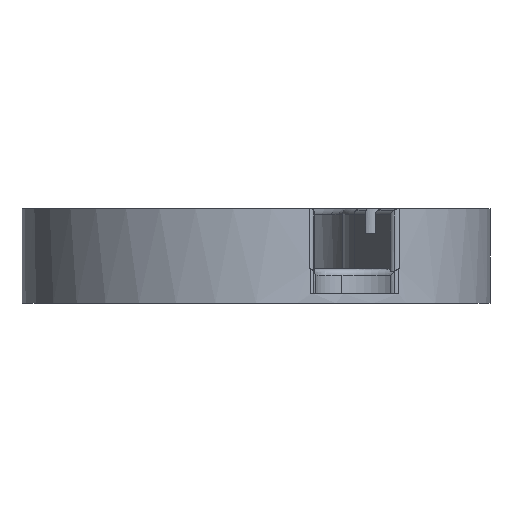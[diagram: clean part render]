
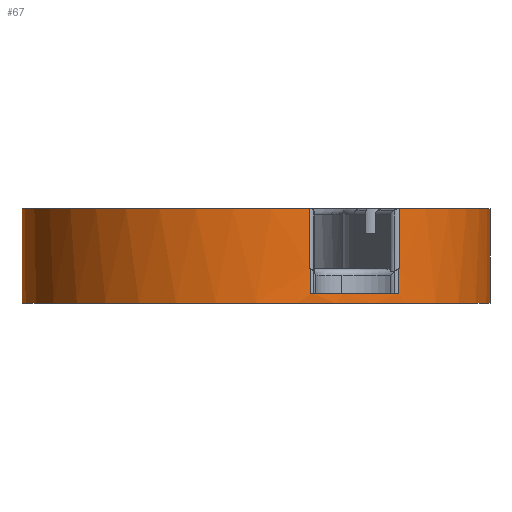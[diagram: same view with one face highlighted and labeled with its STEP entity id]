
A CAD part, front view. The second image highlights one B-rep face of the part: STEP entity #67.
In plain terms, the highlighted cylindrical face has radius 19 mm (diameter 38 mm), a partial arc.
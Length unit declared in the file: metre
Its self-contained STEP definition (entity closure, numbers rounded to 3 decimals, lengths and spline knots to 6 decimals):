
#67=ADVANCED_FACE('0:122',(#189),#190,.T.);
#189=FACE_OUTER_BOUND('',#411,.T.);
#190=CYLINDRICAL_SURFACE('',#412,0.019);
#411=EDGE_LOOP('',(#725,#726,#727,#728,#729,#730,#731,#732,#733,#734,#735,#736,#737));
#412=AXIS2_PLACEMENT_3D('',#738,#739,#740);
#725=ORIENTED_EDGE('',*,*,#1530,.F.);
#726=ORIENTED_EDGE('',*,*,#1531,.F.);
#727=ORIENTED_EDGE('',*,*,#1532,.F.);
#728=ORIENTED_EDGE('',*,*,#1519,.F.);
#729=ORIENTED_EDGE('',*,*,#1529,.F.);
#730=ORIENTED_EDGE('',*,*,#1533,.F.);
#731=ORIENTED_EDGE('',*,*,#1534,.F.);
#732=ORIENTED_EDGE('',*,*,#1535,.F.);
#733=ORIENTED_EDGE('',*,*,#1536,.F.);
#734=ORIENTED_EDGE('',*,*,#1537,.F.);
#735=ORIENTED_EDGE('',*,*,#1538,.F.);
#736=ORIENTED_EDGE('',*,*,#1539,.F.);
#737=ORIENTED_EDGE('',*,*,#1540,.T.);
#738=CARTESIAN_POINT('',(-0.031085,-0.064185,-0.007708));
#739=DIRECTION('',(0.,0.,-1.0));
#740=DIRECTION('',(1.0,0.0,0.));
#1519=EDGE_CURVE('0:524',#1850,#1852,#1853,.T.);
#1529=EDGE_CURVE('0:527',#1867,#1850,#1869,.T.);
#1530=EDGE_CURVE('',#1870,#1871,#1872,.T.);
#1531=EDGE_CURVE('0:302',#1873,#1870,#1874,.F.);
#1532=EDGE_CURVE('0:521',#1852,#1873,#1875,.T.);
#1533=EDGE_CURVE('0:530',#1876,#1867,#1877,.T.);
#1534=EDGE_CURVE('0:533',#1878,#1876,#1879,.T.);
#1535=EDGE_CURVE('0:509',#1880,#1878,#1881,.T.);
#1536=EDGE_CURVE('0:536',#1882,#1880,#1883,.T.);
#1537=EDGE_CURVE('0:518',#1884,#1882,#1885,.T.);
#1538=EDGE_CURVE('0:302',#1886,#1884,#1887,.F.);
#1539=EDGE_CURVE('',#1888,#1886,#1889,.T.);
#1540=EDGE_CURVE('0:539',#1888,#1871,#1890,.T.);
#1850=VERTEX_POINT('',#2408);
#1852=VERTEX_POINT('',#2433);
#1853=B_SPLINE_CURVE_WITH_KNOTS('',3,(#2434,#2435,#2436,#2437,#2438,#2439),.UNSPECIFIED.,.F.,.F.,(4,2,4),(0.002277,0.002352,0.002378),.UNSPECIFIED.);
#1867=VERTEX_POINT('',#2479);
#1869=LINE('',#2481,#2482);
#1870=VERTEX_POINT('',#2483);
#1871=VERTEX_POINT('',#2484);
#1872=LINE('',#2485,#2486);
#1873=VERTEX_POINT('',#2487);
#1874=CIRCLE('',#2488,0.019);
#1875=LINE('',#2489,#2490);
#1876=VERTEX_POINT('',#2491);
#1877=CIRCLE('',#2492,0.019);
#1878=VERTEX_POINT('',#2493);
#1879=CIRCLE('',#2494,0.019);
#1880=VERTEX_POINT('',#2495);
#1881=LINE('',#2496,#2497);
#1882=VERTEX_POINT('',#2498);
#1883=B_SPLINE_CURVE_WITH_KNOTS('',3,(#2499,#2500,#2501,#2502),.UNSPECIFIED.,.F.,.F.,(4,4),(0.000782,0.000887),.UNSPECIFIED.);
#1884=VERTEX_POINT('',#2503);
#1885=LINE('',#2504,#2505);
#1886=VERTEX_POINT('',#2506);
#1887=CIRCLE('',#2507,0.019);
#1888=VERTEX_POINT('',#2508);
#1889=LINE('',#2509,#2510);
#1890=CIRCLE('',#2511,0.019);
#2408=CARTESIAN_POINT('',(-0.019512,-0.079253,-0.012217));
#2433=CARTESIAN_POINT('',(-0.019432,-0.079192,-0.012208));
#2434=CARTESIAN_POINT('',(-0.019512,-0.079253,-0.012217));
#2435=CARTESIAN_POINT('',(-0.019492,-0.079238,-0.012213));
#2436=CARTESIAN_POINT('',(-0.019473,-0.079223,-0.01221));
#2437=CARTESIAN_POINT('',(-0.019446,-0.079202,-0.012208));
#2438=CARTESIAN_POINT('',(-0.019439,-0.079197,-0.012208));
#2439=CARTESIAN_POINT('',(-0.019432,-0.079192,-0.012208));
#2479=CARTESIAN_POINT('',(-0.019512,-0.079253,-0.014208));
#2481=CARTESIAN_POINT('',(-0.019512,-0.079253,-0.012208));
#2482=VECTOR('',#3227,1.0);
#2483=CARTESIAN_POINT('',(-0.012085,-0.064185,-0.007308));
#2484=CARTESIAN_POINT('',(-0.012085,-0.064185,-0.01501));
#2485=CARTESIAN_POINT('',(-0.012085,-0.064185,-0.007708));
#2486=VECTOR('',#3228,1.0);
#2487=CARTESIAN_POINT('',(-0.019432,-0.079192,-0.007308));
#2488=AXIS2_PLACEMENT_3D('',#3229,#3230,#3231);
#2489=CARTESIAN_POINT('',(-0.019432,-0.079192,-0.007708));
#2490=VECTOR('',#3232,1.0);
#2491=CARTESIAN_POINT('',(-0.026461,-0.082613,-0.014208));
#2492=AXIS2_PLACEMENT_3D('',#3233,#3234,#3235);
#2493=CARTESIAN_POINT('',(-0.026658,-0.082662,-0.014208));
#2494=AXIS2_PLACEMENT_3D('',#3236,#3237,#3238);
#2495=CARTESIAN_POINT('',(-0.026658,-0.082662,-0.012217));
#2496=CARTESIAN_POINT('',(-0.026658,-0.082662,-0.012208));
#2497=VECTOR('',#3239,1.0);
#2498=CARTESIAN_POINT('',(-0.026755,-0.082685,-0.012208));
#2499=CARTESIAN_POINT('',(-0.026759,-0.082686,-0.012208));
#2500=CARTESIAN_POINT('',(-0.026725,-0.082678,-0.012208));
#2501=CARTESIAN_POINT('',(-0.026691,-0.08267,-0.012211));
#2502=CARTESIAN_POINT('',(-0.026658,-0.082662,-0.012217));
#2503=CARTESIAN_POINT('',(-0.026755,-0.082685,-0.007308));
#2504=CARTESIAN_POINT('',(-0.026755,-0.082685,-0.007708));
#2505=VECTOR('',#3240,1.0);
#2506=CARTESIAN_POINT('',(-0.050085,-0.064185,-0.007308));
#2507=AXIS2_PLACEMENT_3D('',#3241,#3242,#3243);
#2508=CARTESIAN_POINT('',(-0.050085,-0.064185,-0.01501));
#2509=CARTESIAN_POINT('',(-0.050085,-0.064185,-0.007708));
#2510=VECTOR('',#3244,1.0);
#2511=AXIS2_PLACEMENT_3D('',#3245,#3246,#3247);
#3227=DIRECTION('',(0.,0.,1.0));
#3228=DIRECTION('',(0.,0.,-1.0));
#3229=CARTESIAN_POINT('',(-0.031085,-0.064185,-0.007308));
#3230=DIRECTION('',(0.,0.,-1.0));
#3231=DIRECTION('',(1.0,0.,0.));
#3232=DIRECTION('',(0.,0.,1.0));
#3233=CARTESIAN_POINT('',(-0.031085,-0.064185,-0.014208));
#3234=DIRECTION('',(0.,0.,1.0));
#3235=DIRECTION('',(1.0,0.,0.));
#3236=CARTESIAN_POINT('',(-0.031085,-0.064185,-0.014208));
#3237=DIRECTION('',(0.,0.,1.0));
#3238=DIRECTION('',(1.0,0.,0.));
#3239=DIRECTION('',(0.,0.,-1.0));
#3240=DIRECTION('',(0.,0.,-1.0));
#3241=CARTESIAN_POINT('',(-0.031085,-0.064185,-0.007308));
#3242=DIRECTION('',(0.,0.,-1.0));
#3243=DIRECTION('',(1.0,0.,0.));
#3244=DIRECTION('',(0.,0.,1.0));
#3245=CARTESIAN_POINT('',(-0.031085,-0.064185,-0.01501));
#3246=DIRECTION('',(0.,0.,1.0));
#3247=DIRECTION('',(1.0,0.,0.));
